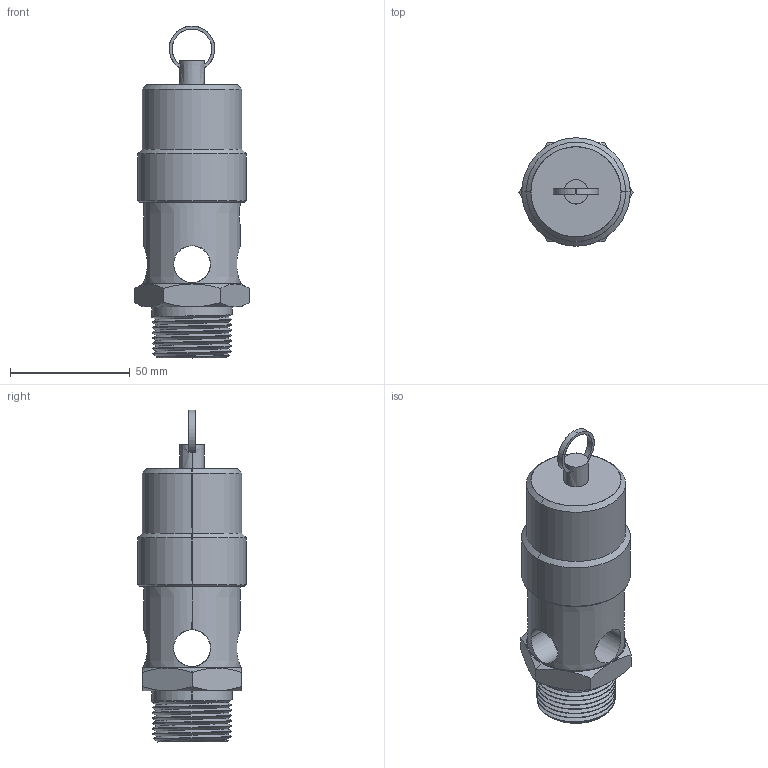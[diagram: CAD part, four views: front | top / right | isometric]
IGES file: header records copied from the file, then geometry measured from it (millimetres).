
Start section: SolidWorks IGES file using analytic representation for surfaces
Global section: file name: SW10 3D MODEL.IGS; native system: SolidWorks 2014; preprocessor: SolidWorks 2014; author: ssalmons; date: 150909.100010; units: inch
Bounding box: 47.66 x 45.21 x 138.45 mm (x, y, z)
Surface area: 24232.5 mm2 (no closed solid volume)
Topology: 0 solids, 0 shells, 88 faces, 1981 edges, 1981 vertices
Faces by surface type: revolution 70, bspline 18
